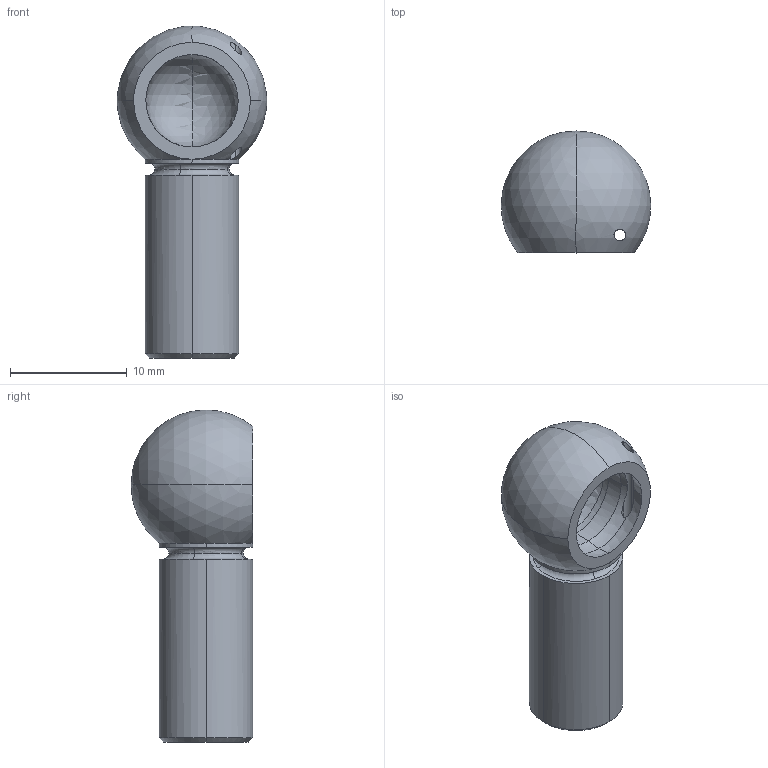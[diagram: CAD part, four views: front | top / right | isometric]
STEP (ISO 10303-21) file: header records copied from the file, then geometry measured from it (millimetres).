
FILE_DESCRIPTION(('CATIA V5 STEP Exchange'),'2;1');
FILE_NAME('wg_din71802_rf_63699605_9.stp','2023-01-26T17:57:45+00:00',('none'),('none'),'CATIA Version 5 Release 20 GA (IN-10)','CATIA V5 STEP AP203','none');
FILE_SCHEMA(('CONFIG_CONTROL_DESIGN'));
Length unit declared in the file: millimetre
Products named in the file (1): wg_din71802_rf_63699605_9
Bounding box: 12.8 x 10.4 x 28.4 mm (x, y, z)
Volume: 1281.9 mm3; surface area: 1257.8 mm2
Topology: 1 solids, 1 shells, 63 faces, 168 edges, 89 vertices
Faces by surface type: cylinder 22, sphere 16, cone 12, torus 8, plane 5
Entity records: 2142 total; most frequent: CARTESIAN_POINT 779, ORIENTED_EDGE 296, DIRECTION 216, EDGE_CURVE 148, AXIS2_PLACEMENT_3D 121, VERTEX_POINT 89, EDGE_LOOP 69, ADVANCED_FACE 63
